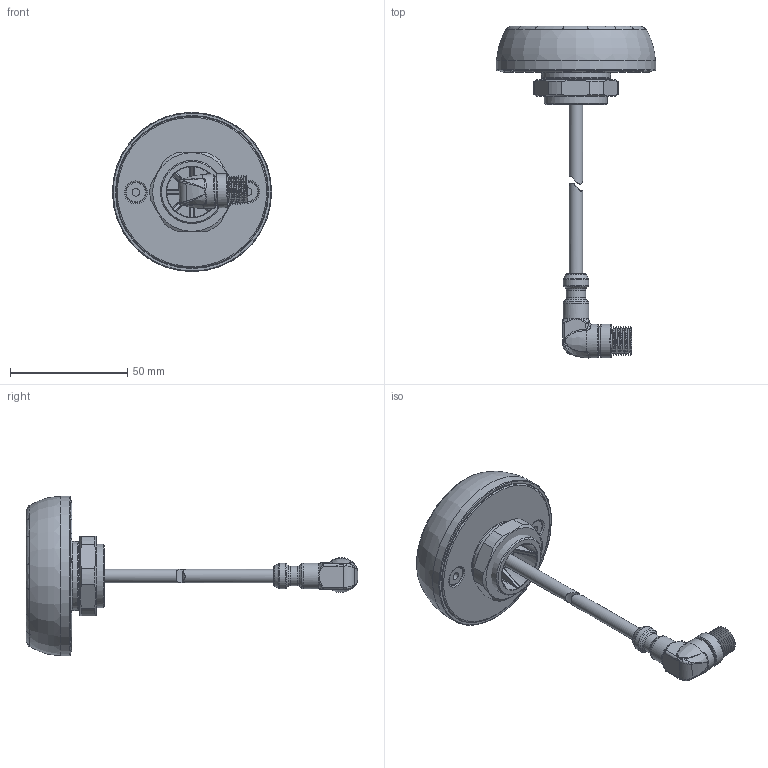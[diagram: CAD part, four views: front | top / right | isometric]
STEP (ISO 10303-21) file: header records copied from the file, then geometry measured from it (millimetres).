
FILE_DESCRIPTION (( 'STEP AP214' ), '1' );
FILE_NAME ('2H-240021.STEP', '2022-12-22T18:13:19', ( '' ), ( '' ), 'SwSTEP 2.0', 'SolidWorks 2021', '' );
FILE_SCHEMA (( 'AUTOMOTIVE_DESIGN' ));
Length unit declared in the file: inch
Products named in the file (1): 2H-240021
Bounding box: 68 x 141.81 x 68 mm (x, y, z)
Volume: 38806.9 mm3; surface area: 32867.1 mm2
Topology: 12 solids, 14 shells, 1271 faces, 3343 edges, 2046 vertices
Faces by surface type: cylinder 482, bspline 251, plane 237, torus 171, cone 76, sphere 54
Full cylindrical faces by diameter (mm): 1 x9, 2.1 x2, 3 x2, 3.242 x2, 5.7 x3, 6.2 x2, 8.246 x1, 8.8 x4, 9 x1, 9.8 x2, 9.896 x1, 10.987 x2, 12.301 x1, 14.5 x2, 22 x1, 25.376 x1, 27 x1, 29.5 x1, 30.5 x1, 61.2 x1, 64.8 x2, 68 x1
Entity records: 66820 total; most frequent: CARTESIAN_POINT 22144, ORIENTED_EDGE 6100, DIRECTION 5515, EDGE_CURVE 3050, AXIS2_PLACEMENT_3D 2356, VERTEX_POINT 1945, EDGE_LOOP 1433, FACE_OUTER_BOUND 1357
